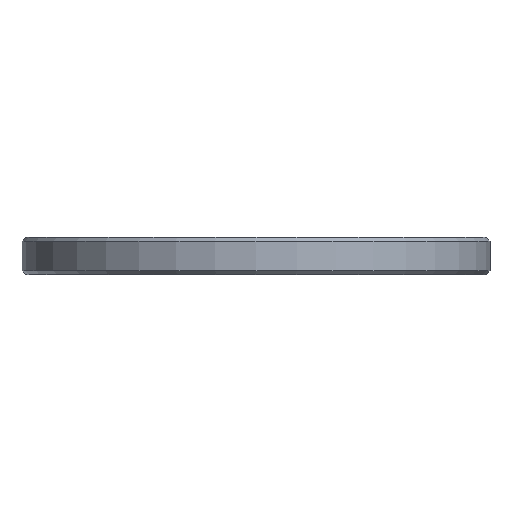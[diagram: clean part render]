
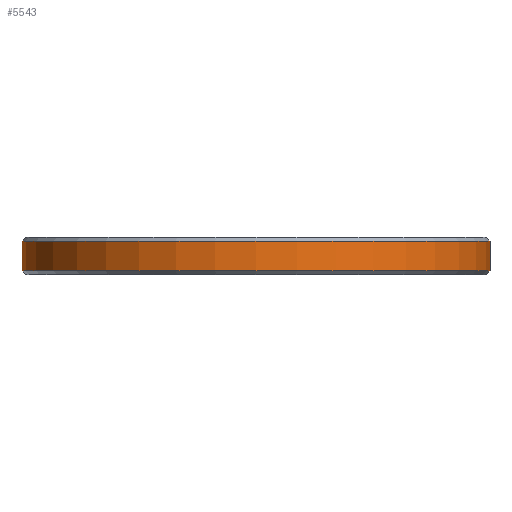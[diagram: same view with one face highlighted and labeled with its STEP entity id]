
A CAD part, front view. The second image highlights one B-rep face of the part: STEP entity #5543.
In plain terms, the highlighted cylindrical face has radius 12.5 mm (diameter 25 mm), a partial arc.
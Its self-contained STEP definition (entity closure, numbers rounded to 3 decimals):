
#1054 = AXIS2_PLACEMENT_3D ( 'NONE', #9529, #9467, #3245 ) ;
#2137 = VERTEX_POINT ( 'NONE', #8147 ) ;
#2476 = CARTESIAN_POINT ( 'NONE',  ( 12.5, 0., 2. ) ) ;
#2535 = VECTOR ( 'NONE', #6489, 1000. ) ;
#3059 = DIRECTION ( 'NONE',  ( -1., 0., 0. ) ) ;
#3245 = DIRECTION ( 'NONE',  ( 1., 0., 0. ) ) ;
#3438 = DIRECTION ( 'NONE',  ( 0., 0., -1. ) ) ;
#4025 = CYLINDRICAL_SURFACE ( 'NONE', #11966, 12.5 ) ;
#4381 = CARTESIAN_POINT ( 'NONE',  ( 12.5, 0., 0.2 ) ) ;
#4806 = EDGE_CURVE ( 'NONE', #8716, #8990, #10968, .T. ) ;
#4925 = DIRECTION ( 'NONE',  ( 0., 0., 1. ) ) ;
#5200 = EDGE_CURVE ( 'NONE', #2137, #8990, #13074, .T. ) ;
#5243 = CARTESIAN_POINT ( 'NONE',  ( -12.5, 0., 1.8 ) ) ;
#5246 = CIRCLE ( 'NONE', #1054, 12.5 ) ;
#5274 = VECTOR ( 'NONE', #3438, 1000. ) ;
#5543 = ADVANCED_FACE ( 'NONE', ( #13501 ), #4025, .T. ) ;
#5889 = DIRECTION ( 'NONE',  ( 1., 0., 0. ) ) ;
#6489 = DIRECTION ( 'NONE',  ( 0., 0., -1. ) ) ;
#7134 = CARTESIAN_POINT ( 'NONE',  ( 0., 0., 0.2 ) ) ;
#7214 = VERTEX_POINT ( 'NONE', #5243 ) ;
#7389 = CARTESIAN_POINT ( 'NONE',  ( 0., 0., 2. ) ) ;
#7429 = ORIENTED_EDGE ( 'NONE', *, *, #9727, .T. ) ;
#7913 = ORIENTED_EDGE ( 'NONE', *, *, #5200, .T. ) ;
#8147 = CARTESIAN_POINT ( 'NONE',  ( -12.5, 0., 0.2 ) ) ;
#8716 = VERTEX_POINT ( 'NONE', #9984 ) ;
#8990 = VERTEX_POINT ( 'NONE', #4381 ) ;
#9174 = ORIENTED_EDGE ( 'NONE', *, *, #10406, .T. ) ;
#9467 = DIRECTION ( 'NONE',  ( 0., 0., -1. ) ) ;
#9529 = CARTESIAN_POINT ( 'NONE',  ( 0., 0., 1.8 ) ) ;
#9727 = EDGE_CURVE ( 'NONE', #8716, #7214, #5246, .T. ) ;
#9984 = CARTESIAN_POINT ( 'NONE',  ( 12.5, 0., 1.8 ) ) ;
#10406 = EDGE_CURVE ( 'NONE', #7214, #2137, #11760, .T. ) ;
#10589 = EDGE_LOOP ( 'NONE', ( #12070, #7429, #9174, #7913 ) ) ;
#10840 = CARTESIAN_POINT ( 'NONE',  ( -12.5, 0., 2. ) ) ;
#10851 = AXIS2_PLACEMENT_3D ( 'NONE', #7134, #4925, #5889 ) ;
#10968 = LINE ( 'NONE', #2476, #5274 ) ;
#11619 = DIRECTION ( 'NONE',  ( 0., 0., -1. ) ) ;
#11760 = LINE ( 'NONE', #10840, #2535 ) ;
#11966 = AXIS2_PLACEMENT_3D ( 'NONE', #7389, #11619, #3059 ) ;
#12070 = ORIENTED_EDGE ( 'NONE', *, *, #4806, .F. ) ;
#13074 = CIRCLE ( 'NONE', #10851, 12.5 ) ;
#13501 = FACE_OUTER_BOUND ( 'NONE', #10589, .T. ) ;
